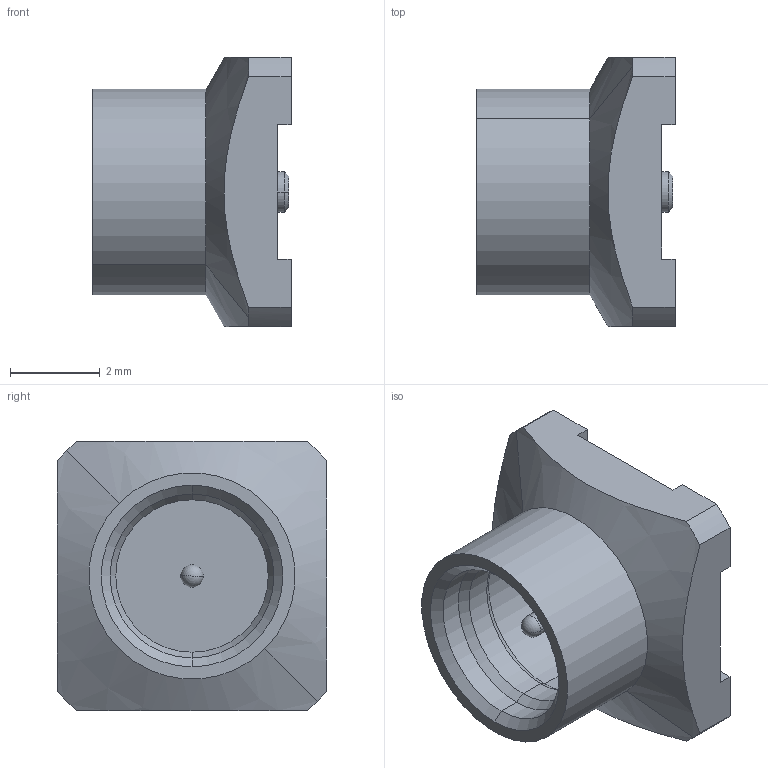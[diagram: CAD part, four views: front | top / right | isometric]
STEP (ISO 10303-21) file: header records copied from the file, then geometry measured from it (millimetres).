
FILE_DESCRIPTION((''),'2;1');
FILE_NAME('920-502J-52P_SW0001','2020-05-12T12:08:23',('Kaviyarasan'),(''),'CREO PARAMETRIC BY PTC INC, 2019444','CREO PARAMETRIC BY PTC INC, 2019444','');
FILE_SCHEMA(('CONFIG_CONTROL_DESIGN'));
Length unit declared in the file: inch
Products named in the file (1): 920-502J-52P_SW0001
Bounding box: 4.42 x 6 x 6 mm (x, y, z)
Volume: 65.6 mm3; surface area: 174 mm2
Topology: 1 solids, 1 shells, 55 faces, 134 edges, 83 vertices
Faces by surface type: plane 21, cylinder 20, cone 12, sphere 2
Entity records: 1726 total; most frequent: CARTESIAN_POINT 366, DIRECTION 290, ORIENTED_EDGE 264, EDGE_CURVE 132, AXIS2_PLACEMENT_3D 107, VERTEX_POINT 83, VECTOR 76, LINE 76
